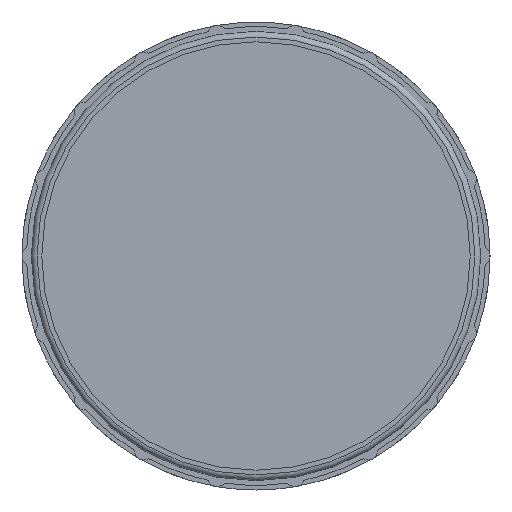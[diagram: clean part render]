
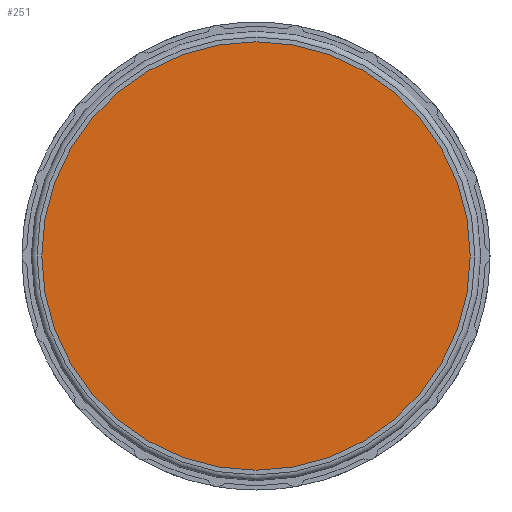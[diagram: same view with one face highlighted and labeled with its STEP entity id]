
A CAD part, left-side view. The second image highlights one B-rep face of the part: STEP entity #251.
In plain terms, the highlighted planar face has unit normal (-1, 0, 0).
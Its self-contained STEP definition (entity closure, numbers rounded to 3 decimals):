
#251 = ADVANCED_FACE( '', ( #556 ), #557, .F. );
#556 = FACE_OUTER_BOUND( '', #905, .T. );
#557 = PLANE( '', #906 );
#905 = EDGE_LOOP( '', ( #1617 ) );
#906 = AXIS2_PLACEMENT_3D( '', #1618, #1619, #1620 );
#1617 = ORIENTED_EDGE( '', *, *, #2302, .F. );
#1618 = CARTESIAN_POINT( '', ( 0., 0., 0. ) );
#1619 = DIRECTION( '', ( 1., 0., 0. ) );
#1620 = DIRECTION( '', ( 0., 0., -1. ) );
#2302 = EDGE_CURVE( '', #2851, #2851, #2852, .T. );
#2851 = VERTEX_POINT( '', #3494 );
#2852 = CIRCLE( '', #3495, 18.77 );
#3494 = CARTESIAN_POINT( '', ( 0., 0., -18.77 ) );
#3495 = AXIS2_PLACEMENT_3D( '', #4168, #4169, #4170 );
#4168 = CARTESIAN_POINT( '', ( 0., 0., 0. ) );
#4169 = DIRECTION( '', ( 1., 0., 0. ) );
#4170 = DIRECTION( '', ( 0., 0., -1. ) );
